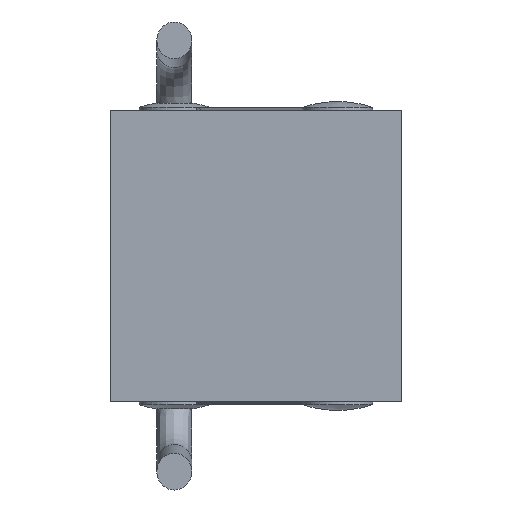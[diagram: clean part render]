
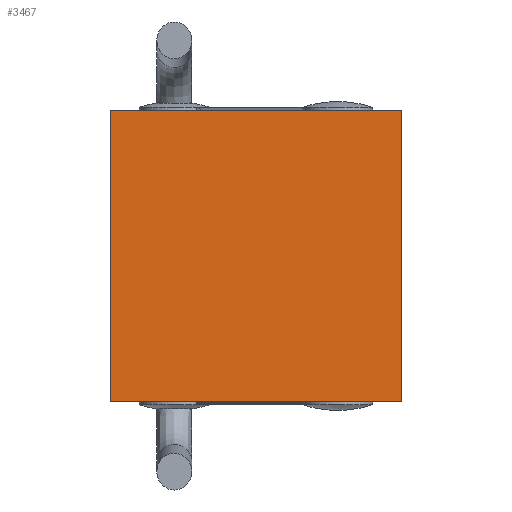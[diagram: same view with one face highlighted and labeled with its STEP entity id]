
A CAD part, front view. The second image highlights one B-rep face of the part: STEP entity #3467.
In plain terms, the highlighted planar face has unit normal (0, -1, 0).
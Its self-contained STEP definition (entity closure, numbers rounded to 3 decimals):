
#250 = EDGE_CURVE ( 'NONE', #1973, #1540, #3108, .T. ) ;
#648 = EDGE_CURVE ( 'NONE', #2478, #1973, #2446, .T. ) ;
#710 = ORIENTED_EDGE ( 'NONE', *, *, #1606, .T. ) ;
#1064 = VECTOR ( 'NONE', #2681, 1000. ) ;
#1276 = CARTESIAN_POINT ( 'NONE',  ( -2.5, -0.51, 2.5 ) ) ;
#1389 = DIRECTION ( 'NONE',  ( 0., 1., 0. ) ) ;
#1409 = VECTOR ( 'NONE', #2811, 1000. ) ;
#1540 = VERTEX_POINT ( 'NONE', #3710 ) ;
#1606 = EDGE_CURVE ( 'NONE', #1540, #3454, #1854, .T. ) ;
#1680 = PLANE ( 'NONE',  #2766 ) ;
#1775 = VECTOR ( 'NONE', #2733, 1000. ) ;
#1854 = LINE ( 'NONE', #2763, #3340 ) ;
#1930 = CARTESIAN_POINT ( 'NONE',  ( -2.5, -0.51, -2.5 ) ) ;
#1973 = VERTEX_POINT ( 'NONE', #3801 ) ;
#2095 = DIRECTION ( 'NONE',  ( 0., 0., 1. ) ) ;
#2446 = LINE ( 'NONE', #2987, #1409 ) ;
#2478 = VERTEX_POINT ( 'NONE', #1930 ) ;
#2569 = CARTESIAN_POINT ( 'NONE',  ( 0., -0.51, 0. ) ) ;
#2584 = EDGE_CURVE ( 'NONE', #3454, #2478, #3312, .T. ) ;
#2671 = CARTESIAN_POINT ( 'NONE',  ( -2.5, -0.51, 2.5 ) ) ;
#2681 = DIRECTION ( 'NONE',  ( 0., 0., -1. ) ) ;
#2719 = CARTESIAN_POINT ( 'NONE',  ( 2.5, -0.51, 2.5 ) ) ;
#2733 = DIRECTION ( 'NONE',  ( 0., 0., 1. ) ) ;
#2757 = DIRECTION ( 'NONE',  ( -1., 0., 0. ) ) ;
#2763 = CARTESIAN_POINT ( 'NONE',  ( 2.5, -0.51, 2.5 ) ) ;
#2766 = AXIS2_PLACEMENT_3D ( 'NONE', #2569, #1389, #2095 ) ;
#2811 = DIRECTION ( 'NONE',  ( 1., 0., 0. ) ) ;
#2842 = EDGE_LOOP ( 'NONE', ( #2927, #3045, #3307, #710 ) ) ;
#2927 = ORIENTED_EDGE ( 'NONE', *, *, #2584, .T. ) ;
#2987 = CARTESIAN_POINT ( 'NONE',  ( 2.5, -0.51, -2.5 ) ) ;
#3045 = ORIENTED_EDGE ( 'NONE', *, *, #648, .T. ) ;
#3108 = LINE ( 'NONE', #2719, #1775 ) ;
#3307 = ORIENTED_EDGE ( 'NONE', *, *, #250, .T. ) ;
#3312 = LINE ( 'NONE', #2671, #1064 ) ;
#3340 = VECTOR ( 'NONE', #2757, 1000. ) ;
#3454 = VERTEX_POINT ( 'NONE', #1276 ) ;
#3467 = ADVANCED_FACE ( 'NONE', ( #3579 ), #1680, .F. ) ;
#3579 = FACE_OUTER_BOUND ( 'NONE', #2842, .T. ) ;
#3710 = CARTESIAN_POINT ( 'NONE',  ( 2.5, -0.51, 2.5 ) ) ;
#3801 = CARTESIAN_POINT ( 'NONE',  ( 2.5, -0.51, -2.5 ) ) ;
